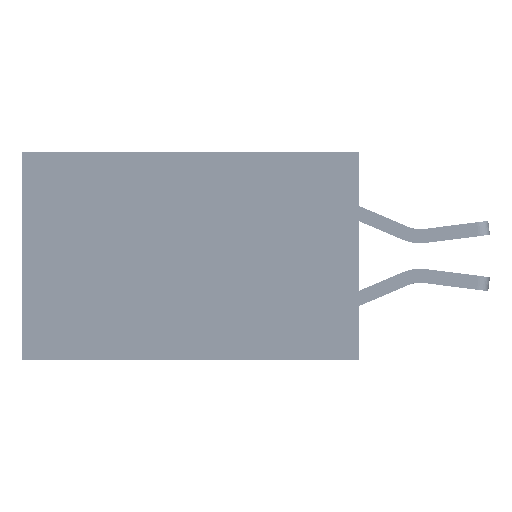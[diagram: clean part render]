
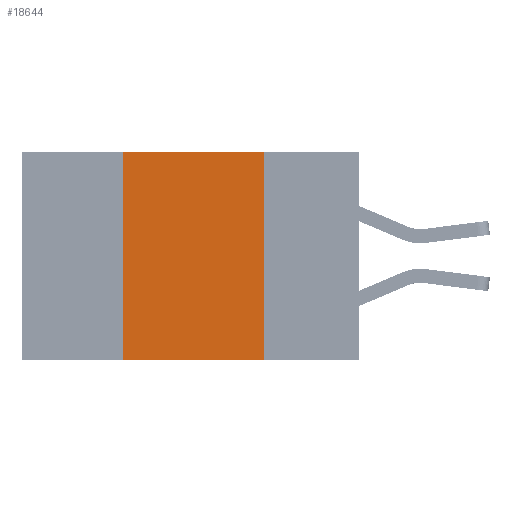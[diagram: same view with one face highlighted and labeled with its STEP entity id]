
A CAD part, left-side view. The second image highlights one B-rep face of the part: STEP entity #18644.
In plain terms, the highlighted planar face has unit normal (-1, 0, 0).
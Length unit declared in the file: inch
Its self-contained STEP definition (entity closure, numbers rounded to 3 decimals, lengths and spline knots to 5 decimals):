
#4394 = DIRECTION ( 'NONE',  ( 0., 0., -1. ) ) ;
#5632 = DIRECTION ( 'NONE',  ( 0., 0., -1. ) ) ;
#6481 = DIRECTION ( 'NONE',  ( 0., -1., 0. ) ) ;
#7934 = CARTESIAN_POINT ( 'NONE',  ( 0., 0.17, 0. ) ) ;
#8361 = LINE ( 'NONE', #7934, #36140 ) ;
#10541 = CARTESIAN_POINT ( 'NONE',  ( 0., 0.42, 0. ) ) ;
#12395 = LINE ( 'NONE', #10541, #42084 ) ;
#12820 = CARTESIAN_POINT ( 'NONE',  ( 0., 0.42, -0.37 ) ) ;
#13858 = DIRECTION ( 'NONE',  ( 0., 0., 1. ) ) ;
#15355 = PLANE ( 'NONE',  #16402 ) ;
#15785 = DIRECTION ( 'NONE',  ( 1., 0., 0. ) ) ;
#16402 = AXIS2_PLACEMENT_3D ( 'NONE', #25953, #15785, #5632 ) ;
#17103 = EDGE_CURVE ( 'NONE', #34804, #39625, #8361, .T. ) ;
#18644 = ADVANCED_FACE ( 'NONE', ( #18886 ), #15355, .F. ) ;
#18780 = CARTESIAN_POINT ( 'NONE',  ( 0., 0.6, 0. ) ) ;
#18886 = FACE_OUTER_BOUND ( 'NONE', #22455, .T. ) ;
#18946 = EDGE_CURVE ( 'NONE', #21315, #34804, #35369, .T. ) ;
#19105 = VERTEX_POINT ( 'NONE', #12820 ) ;
#21315 = VERTEX_POINT ( 'NONE', #25974 ) ;
#22265 = CARTESIAN_POINT ( 'NONE',  ( 0., 0.17, 0. ) ) ;
#22455 = EDGE_LOOP ( 'NONE', ( #36500, #29673, #34717, #30763 ) ) ;
#23276 = LINE ( 'NONE', #36754, #36787 ) ;
#25953 = CARTESIAN_POINT ( 'NONE',  ( 0., 0.6, 0. ) ) ;
#25974 = CARTESIAN_POINT ( 'NONE',  ( 0., 0.42, 0. ) ) ;
#29673 = ORIENTED_EDGE ( 'NONE', *, *, #18946, .F. ) ;
#30170 = EDGE_CURVE ( 'NONE', #19105, #39625, #23276, .T. ) ;
#30763 = ORIENTED_EDGE ( 'NONE', *, *, #30170, .T. ) ;
#31259 = VECTOR ( 'NONE', #42196, 39.37008 ) ;
#34060 = CARTESIAN_POINT ( 'NONE',  ( 0., 0.17, -0.37 ) ) ;
#34717 = ORIENTED_EDGE ( 'NONE', *, *, #37678, .F. ) ;
#34804 = VERTEX_POINT ( 'NONE', #22265 ) ;
#35369 = LINE ( 'NONE', #18780, #31259 ) ;
#36140 = VECTOR ( 'NONE', #4394, 39.37008 ) ;
#36500 = ORIENTED_EDGE ( 'NONE', *, *, #17103, .F. ) ;
#36754 = CARTESIAN_POINT ( 'NONE',  ( 0., 0.6, -0.37 ) ) ;
#36787 = VECTOR ( 'NONE', #6481, 39.37008 ) ;
#37678 = EDGE_CURVE ( 'NONE', #19105, #21315, #12395, .T. ) ;
#39625 = VERTEX_POINT ( 'NONE', #34060 ) ;
#42084 = VECTOR ( 'NONE', #13858, 39.37008 ) ;
#42196 = DIRECTION ( 'NONE',  ( 0., -1., 0. ) ) ;
